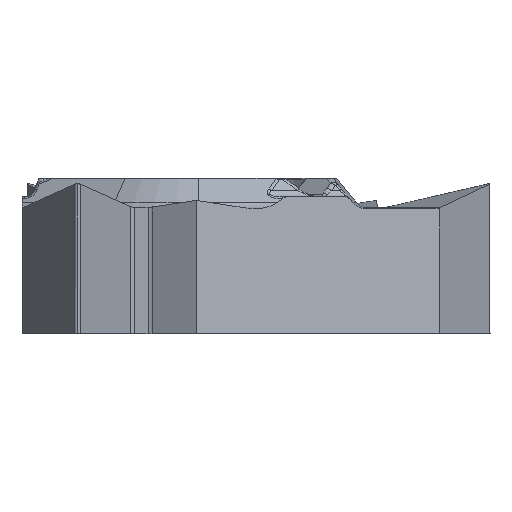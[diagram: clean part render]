
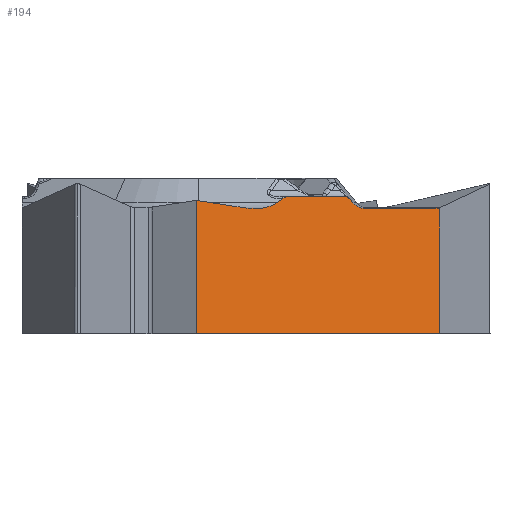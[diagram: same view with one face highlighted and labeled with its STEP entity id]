
A CAD part, front view. The second image highlights one B-rep face of the part: STEP entity #194.
In plain terms, the highlighted planar face has unit normal (0.5, -0.866, 0).
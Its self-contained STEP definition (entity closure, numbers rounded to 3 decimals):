
#194=ADVANCED_FACE('',(#433),#386,.F.);
#386=PLANE('',#3203);
#433=FACE_OUTER_BOUND('',#619,.T.);
#619=EDGE_LOOP('',(#1053,#1054,#1055,#1056,#1057,#1058,#1059,#1060,#1061,
#1062,#1063,#1064,#1065,#1066,#1067,#1068));
#825=ELLIPSE('',#3198,0.489,0.415);
#826=ELLIPSE('',#3199,0.177,0.15);
#827=ELLIPSE('',#3200,0.3,0.15);
#828=ELLIPSE('',#3201,0.83,0.415);
#829=ELLIPSE('',#3202,0.83,0.415);
#892=CIRCLE('',#3197,0.415);
#1053=ORIENTED_EDGE('',*,*,#2259,.T.);
#1054=ORIENTED_EDGE('',*,*,#2260,.T.);
#1055=ORIENTED_EDGE('',*,*,#2261,.T.);
#1056=ORIENTED_EDGE('',*,*,#2262,.T.);
#1057=ORIENTED_EDGE('',*,*,#2263,.F.);
#1058=ORIENTED_EDGE('',*,*,#2264,.T.);
#1059=ORIENTED_EDGE('',*,*,#2265,.F.);
#1060=ORIENTED_EDGE('',*,*,#2266,.F.);
#1061=ORIENTED_EDGE('',*,*,#2267,.T.);
#1062=ORIENTED_EDGE('',*,*,#2268,.F.);
#1063=ORIENTED_EDGE('',*,*,#2269,.F.);
#1064=ORIENTED_EDGE('',*,*,#2270,.T.);
#1065=ORIENTED_EDGE('',*,*,#2271,.F.);
#1066=ORIENTED_EDGE('',*,*,#2272,.T.);
#1067=ORIENTED_EDGE('',*,*,#2273,.T.);
#1068=ORIENTED_EDGE('',*,*,#2274,.T.);
#1981=VERTEX_POINT('',#4779);
#1982=VERTEX_POINT('',#4780);
#1983=VERTEX_POINT('',#4782);
#1984=VERTEX_POINT('',#4784);
#1985=VERTEX_POINT('',#4786);
#1986=VERTEX_POINT('',#4788);
#1987=VERTEX_POINT('',#4790);
#1988=VERTEX_POINT('',#4792);
#1989=VERTEX_POINT('',#4794);
#1990=VERTEX_POINT('',#4796);
#1991=VERTEX_POINT('',#4798);
#1992=VERTEX_POINT('',#4800);
#1993=VERTEX_POINT('',#4802);
#1994=VERTEX_POINT('',#4804);
#1995=VERTEX_POINT('',#4806);
#1996=VERTEX_POINT('',#4808);
#2259=EDGE_CURVE('',#1981,#1982,#2711,.T.);
#2260=EDGE_CURVE('',#1982,#1983,#2712,.T.);
#2261=EDGE_CURVE('',#1983,#1984,#2713,.T.);
#2262=EDGE_CURVE('',#1984,#1985,#892,.T.);
#2263=EDGE_CURVE('',#1986,#1985,#2714,.T.);
#2264=EDGE_CURVE('',#1986,#1987,#825,.T.);
#2265=EDGE_CURVE('',#1988,#1987,#2715,.T.);
#2266=EDGE_CURVE('',#1989,#1988,#826,.T.);
#2267=EDGE_CURVE('',#1989,#1990,#2716,.T.);
#2268=EDGE_CURVE('',#1991,#1990,#827,.T.);
#2269=EDGE_CURVE('',#1992,#1991,#2717,.T.);
#2270=EDGE_CURVE('',#1992,#1993,#828,.T.);
#2271=EDGE_CURVE('',#1994,#1993,#2718,.T.);
#2272=EDGE_CURVE('',#1994,#1995,#829,.T.);
#2273=EDGE_CURVE('',#1995,#1996,#2719,.T.);
#2274=EDGE_CURVE('',#1996,#1981,#2720,.T.);
#2711=LINE('',#4778,#2915);
#2712=LINE('',#4781,#2916);
#2713=LINE('',#4783,#2917);
#2714=LINE('',#4787,#2918);
#2715=LINE('',#4791,#2919);
#2716=LINE('',#4795,#2920);
#2717=LINE('',#4799,#2921);
#2718=LINE('',#4803,#2922);
#2719=LINE('',#4807,#2923);
#2720=LINE('',#4809,#2924);
#2915=VECTOR('',#3584,1.);
#2916=VECTOR('',#3585,1.);
#2917=VECTOR('',#3586,1.);
#2918=VECTOR('',#3589,1.);
#2919=VECTOR('',#3592,1.);
#2920=VECTOR('',#3595,1.);
#2921=VECTOR('',#3598,1.);
#2922=VECTOR('',#3601,1.);
#2923=VECTOR('',#3604,1.);
#2924=VECTOR('',#3605,1.);
#3197=AXIS2_PLACEMENT_3D('',#4785,#3587,#3588);
#3198=AXIS2_PLACEMENT_3D('',#4789,#3590,#3591);
#3199=AXIS2_PLACEMENT_3D('',#4793,#3593,#3594);
#3200=AXIS2_PLACEMENT_3D('',#4797,#3596,#3597);
#3201=AXIS2_PLACEMENT_3D('',#4801,#3599,#3600);
#3202=AXIS2_PLACEMENT_3D('',#4805,#3602,#3603);
#3203=AXIS2_PLACEMENT_3D('',#4810,#3606,#3607);
#3584=DIRECTION('',(0.866,0.5,0.));
#3585=DIRECTION('',(0.,0.,1.));
#3586=DIRECTION('',(-0.837,-0.483,-0.259));
#3587=DIRECTION('',(-0.5,0.866,0.));
#3588=DIRECTION('',(-0.866,-0.5,0.));
#3589=DIRECTION('',(0.866,0.5,0.));
#3590=DIRECTION('',(-0.5,0.866,0.));
#3591=DIRECTION('',(-0.866,-0.5,0.));
#3592=DIRECTION('',(0.609,0.352,-0.711));
#3593=DIRECTION('',(-0.5,0.866,0.));
#3594=DIRECTION('',(0.866,0.5,0.));
#3595=DIRECTION('',(-0.866,-0.5,0.));
#3596=DIRECTION('',(-0.5,0.866,0.));
#3597=DIRECTION('',(-0.866,-0.5,0.));
#3598=DIRECTION('',(0.744,0.43,0.512));
#3599=DIRECTION('',(-0.5,0.866,0.));
#3600=DIRECTION('',(-0.866,-0.5,0.));
#3601=DIRECTION('',(0.866,0.5,0.));
#3602=DIRECTION('',(-0.5,0.866,0.));
#3603=DIRECTION('',(0.866,0.5,0.));
#3604=DIRECTION('',(-0.858,-0.496,0.133));
#3605=DIRECTION('',(0.,0.,-1.));
#3606=DIRECTION('',(-0.5,0.866,0.));
#3607=DIRECTION('',(-0.866,-0.5,0.));
#4778=CARTESIAN_POINT('',(8.733,-0.457,-3.97));
#4779=CARTESIAN_POINT('',(-0.051,-5.529,-3.97));
#4780=CARTESIAN_POINT('',(6.515,-1.738,-3.97));
#4781=CARTESIAN_POINT('',(6.515,-1.738,0.));
#4782=CARTESIAN_POINT('',(6.515,-1.738,-0.57));
#4783=CARTESIAN_POINT('',(-3.145,-7.315,-3.559));
#4784=CARTESIAN_POINT('',(6.512,-1.74,-0.571));
#4785=CARTESIAN_POINT('',(6.419,-1.793,-0.17));
#4786=CARTESIAN_POINT('',(6.419,-1.793,-0.585));
#4787=CARTESIAN_POINT('',(-3.971,-7.792,-0.585));
#4788=CARTESIAN_POINT('',(4.499,-2.902,-0.585));
#4789=CARTESIAN_POINT('',(4.499,-2.902,-0.17));
#4790=CARTESIAN_POINT('',(4.174,-3.089,-0.437));
#4791=CARTESIAN_POINT('',(-0.044,-5.525,4.486));
#4792=CARTESIAN_POINT('',(4.077,-3.145,-0.324));
#4793=CARTESIAN_POINT('',(3.96,-3.213,-0.42));
#4794=CARTESIAN_POINT('',(3.96,-3.213,-0.27));
#4795=CARTESIAN_POINT('',(-3.971,-7.792,-0.27));
#4796=CARTESIAN_POINT('',(2.476,-4.07,-0.27));
#4797=CARTESIAN_POINT('',(2.476,-4.07,-0.42));
#4798=CARTESIAN_POINT('',(2.277,-4.185,-0.324));
#4799=CARTESIAN_POINT('',(7.165,-1.363,3.039));
#4800=CARTESIAN_POINT('',(2.113,-4.279,-0.437));
#4801=CARTESIAN_POINT('',(1.562,-4.597,-0.17));
#4802=CARTESIAN_POINT('',(1.562,-4.597,-0.585));
#4803=CARTESIAN_POINT('',(8.733,-0.457,-0.585));
#4804=CARTESIAN_POINT('',(1.45,-4.662,-0.585));
#4805=CARTESIAN_POINT('',(1.45,-4.662,-0.17));
#4806=CARTESIAN_POINT('',(1.264,-4.77,-0.571));
#4807=CARTESIAN_POINT('',(8.537,-0.571,-1.696));
#4808=CARTESIAN_POINT('',(-0.051,-5.529,-0.367));
#4809=CARTESIAN_POINT('',(-0.051,-5.529,0.));
#4810=CARTESIAN_POINT('',(8.733,-0.457,0.));
